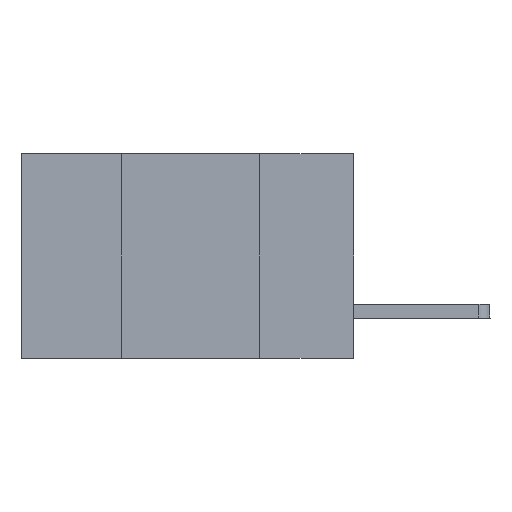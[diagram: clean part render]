
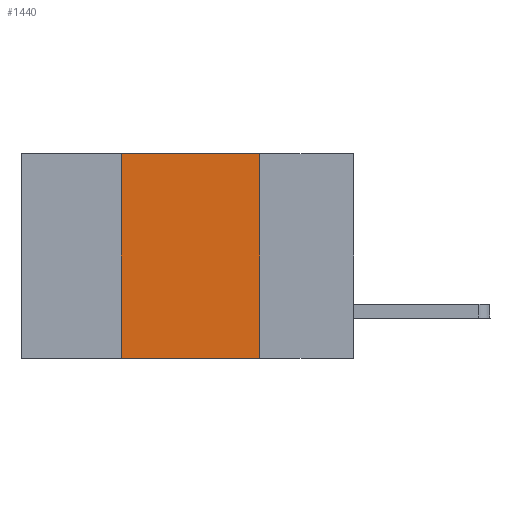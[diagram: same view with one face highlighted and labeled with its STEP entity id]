
A CAD part, left-side view. The second image highlights one B-rep face of the part: STEP entity #1440.
In plain terms, the highlighted planar face has unit normal (-1, 0, 0).
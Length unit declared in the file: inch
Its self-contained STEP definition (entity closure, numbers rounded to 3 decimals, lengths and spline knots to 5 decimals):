
#115 = ORIENTED_EDGE ( 'NONE', *, *, #10879, .F. ) ;
#189 = LINE ( 'NONE', #988, #13401 ) ;
#598 = EDGE_CURVE ( 'NONE', #12755, #9736, #10700, .T. ) ;
#988 = CARTESIAN_POINT ( 'NONE',  ( 0., 0.6, 0. ) ) ;
#1321 = DIRECTION ( 'NONE',  ( 0., 0., 1. ) ) ;
#1440 = ADVANCED_FACE ( 'NONE', ( #3942 ), #5459, .F. ) ;
#1679 = VECTOR ( 'NONE', #5536, 39.37008 ) ;
#2543 = EDGE_CURVE ( 'NONE', #11415, #8643, #13261, .T. ) ;
#2675 = CARTESIAN_POINT ( 'NONE',  ( 0., 0.42, 0. ) ) ;
#2760 = LINE ( 'NONE', #11005, #1679 ) ;
#3942 = FACE_OUTER_BOUND ( 'NONE', #13663, .T. ) ;
#4337 = DIRECTION ( 'NONE',  ( 0., -1., 0. ) ) ;
#5074 = AXIS2_PLACEMENT_3D ( 'NONE', #8578, #5412, #7574 ) ;
#5412 = DIRECTION ( 'NONE',  ( 1., 0., 0. ) ) ;
#5459 = PLANE ( 'NONE',  #5074 ) ;
#5536 = DIRECTION ( 'NONE',  ( 0., -1., 0. ) ) ;
#6720 = VECTOR ( 'NONE', #1321, 39.37008 ) ;
#7326 = CARTESIAN_POINT ( 'NONE',  ( 0., 0.17, 0. ) ) ;
#7534 = VECTOR ( 'NONE', #8428, 39.37008 ) ;
#7574 = DIRECTION ( 'NONE',  ( 0., 0., -1. ) ) ;
#8428 = DIRECTION ( 'NONE',  ( 0., 0., -1. ) ) ;
#8578 = CARTESIAN_POINT ( 'NONE',  ( 0., 0.6, 0. ) ) ;
#8643 = VERTEX_POINT ( 'NONE', #10014 ) ;
#8938 = CARTESIAN_POINT ( 'NONE',  ( 0., 0.17, 0. ) ) ;
#9736 = VERTEX_POINT ( 'NONE', #12337 ) ;
#9749 = ORIENTED_EDGE ( 'NONE', *, *, #11851, .T. ) ;
#10014 = CARTESIAN_POINT ( 'NONE',  ( 0., 0.17, -0.37 ) ) ;
#10700 = LINE ( 'NONE', #2675, #6720 ) ;
#10879 = EDGE_CURVE ( 'NONE', #9736, #11415, #189, .T. ) ;
#11005 = CARTESIAN_POINT ( 'NONE',  ( 0., 0.6, -0.37 ) ) ;
#11415 = VERTEX_POINT ( 'NONE', #8938 ) ;
#11851 = EDGE_CURVE ( 'NONE', #12755, #8643, #2760, .T. ) ;
#12337 = CARTESIAN_POINT ( 'NONE',  ( 0., 0.42, 0. ) ) ;
#12755 = VERTEX_POINT ( 'NONE', #13696 ) ;
#12914 = ORIENTED_EDGE ( 'NONE', *, *, #598, .F. ) ;
#13261 = LINE ( 'NONE', #7326, #7534 ) ;
#13401 = VECTOR ( 'NONE', #4337, 39.37008 ) ;
#13663 = EDGE_LOOP ( 'NONE', ( #13935, #115, #12914, #9749 ) ) ;
#13696 = CARTESIAN_POINT ( 'NONE',  ( 0., 0.42, -0.37 ) ) ;
#13935 = ORIENTED_EDGE ( 'NONE', *, *, #2543, .F. ) ;
